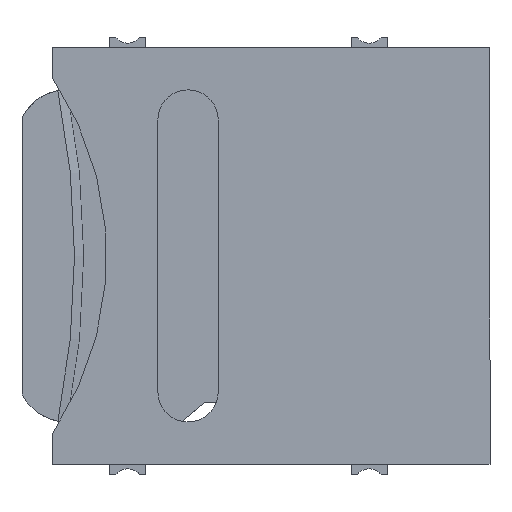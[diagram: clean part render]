
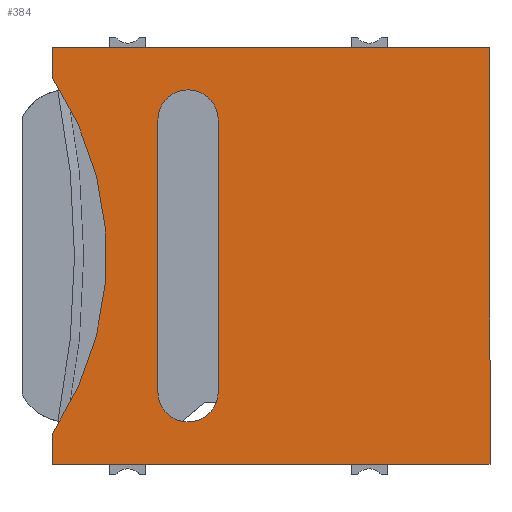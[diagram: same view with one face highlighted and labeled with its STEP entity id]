
A CAD part, top view. The second image highlights one B-rep face of the part: STEP entity #384.
In plain terms, the highlighted planar face has unit normal (0, 0, 1).
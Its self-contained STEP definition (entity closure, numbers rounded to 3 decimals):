
#19 = CARTESIAN_POINT ( 'NONE',  ( -7.25, -6.9, 2. ) ) ;
#21 = CARTESIAN_POINT ( 'NONE',  ( -1.75, -4.5, 2. ) ) ;
#29 = LINE ( 'NONE', #234, #1751 ) ;
#42 = DIRECTION ( 'NONE',  ( 0., -1., 0. ) ) ;
#52 = AXIS2_PLACEMENT_3D ( 'NONE', #354, #1089, #1649 ) ;
#95 = EDGE_CURVE ( 'NONE', #1326, #596, #1566, .T. ) ;
#196 = VERTEX_POINT ( 'NONE', #21 ) ;
#234 = CARTESIAN_POINT ( 'NONE',  ( -7.25, 6.9, 2. ) ) ;
#240 = CARTESIAN_POINT ( 'NONE',  ( 7.25, 6.9, 2. ) ) ;
#262 = DIRECTION ( 'NONE',  ( 0., 1., 0. ) ) ;
#285 = CARTESIAN_POINT ( 'NONE',  ( -7.25, 6.9, 2. ) ) ;
#301 = VERTEX_POINT ( 'NONE', #1417 ) ;
#354 = CARTESIAN_POINT ( 'NONE',  ( -16.019, 0., 2. ) ) ;
#384 = ADVANCED_FACE ( 'NONE', ( #1094, #1458 ), #1871, .F. ) ;
#402 = ORIENTED_EDGE ( 'NONE', *, *, #1430, .F. ) ;
#542 = DIRECTION ( 'NONE',  ( 0., 0., -1. ) ) ;
#582 = VERTEX_POINT ( 'NONE', #1570 ) ;
#587 = CARTESIAN_POINT ( 'NONE',  ( -3.75, -4.5, 2. ) ) ;
#596 = VERTEX_POINT ( 'NONE', #19 ) ;
#614 = VERTEX_POINT ( 'NONE', #1987 ) ;
#637 = DIRECTION ( 'NONE',  ( -1., 0., 0. ) ) ;
#645 = EDGE_CURVE ( 'NONE', #1670, #721, #29, .T. ) ;
#721 = VERTEX_POINT ( 'NONE', #2276 ) ;
#772 = VECTOR ( 'NONE', #2420, 1000. ) ;
#799 = EDGE_CURVE ( 'NONE', #1705, #614, #2107, .T. ) ;
#835 = EDGE_CURVE ( 'NONE', #582, #1670, #1407, .T. ) ;
#856 = VECTOR ( 'NONE', #1349, 1000. ) ;
#878 = CIRCLE ( 'NONE', #1319, 1. ) ;
#886 = DIRECTION ( 'NONE',  ( -1., 0., 0. ) ) ;
#918 = EDGE_CURVE ( 'NONE', #721, #1932, #2196, .T. ) ;
#1083 = VECTOR ( 'NONE', #42, 1000. ) ;
#1089 = DIRECTION ( 'NONE',  ( 0., 0., -1. ) ) ;
#1094 = FACE_OUTER_BOUND ( 'NONE', #2318, .T. ) ;
#1108 = EDGE_CURVE ( 'NONE', #614, #301, #2518, .T. ) ;
#1119 = DIRECTION ( 'NONE',  ( 0., 0., 1. ) ) ;
#1122 = CARTESIAN_POINT ( 'NONE',  ( -16.019, 0., 2. ) ) ;
#1134 = ORIENTED_EDGE ( 'NONE', *, *, #835, .T. ) ;
#1138 = EDGE_CURVE ( 'NONE', #596, #582, #1139, .T. ) ;
#1139 = LINE ( 'NONE', #2181, #772 ) ;
#1162 = ORIENTED_EDGE ( 'NONE', *, *, #918, .T. ) ;
#1270 = ORIENTED_EDGE ( 'NONE', *, *, #1412, .F. ) ;
#1305 = CARTESIAN_POINT ( 'NONE',  ( -2.75, 4.5, 2. ) ) ;
#1306 = CARTESIAN_POINT ( 'NONE',  ( -2.75, -4.5, 2. ) ) ;
#1318 = CARTESIAN_POINT ( 'NONE',  ( -7.25, -5.9, 2. ) ) ;
#1319 = AXIS2_PLACEMENT_3D ( 'NONE', #1306, #2263, #2110 ) ;
#1326 = VERTEX_POINT ( 'NONE', #1318 ) ;
#1349 = DIRECTION ( 'NONE',  ( 0., -1., 0. ) ) ;
#1394 = DIRECTION ( 'NONE',  ( 0., -1., 0. ) ) ;
#1407 = LINE ( 'NONE', #1995, #2223 ) ;
#1412 = EDGE_CURVE ( 'NONE', #196, #1705, #2152, .T. ) ;
#1417 = CARTESIAN_POINT ( 'NONE',  ( -3.75, -4.5, 2. ) ) ;
#1430 = EDGE_CURVE ( 'NONE', #301, #196, #878, .T. ) ;
#1449 = AXIS2_PLACEMENT_3D ( 'NONE', #1305, #1119, #1894 ) ;
#1458 = FACE_BOUND ( 'NONE', #2102, .T. ) ;
#1514 = VECTOR ( 'NONE', #2305, 1000. ) ;
#1566 = LINE ( 'NONE', #1576, #2290 ) ;
#1570 = CARTESIAN_POINT ( 'NONE',  ( 7.25, -6.9, 2. ) ) ;
#1576 = CARTESIAN_POINT ( 'NONE',  ( -7.25, -6.9, 2. ) ) ;
#1617 = ORIENTED_EDGE ( 'NONE', *, *, #1138, .T. ) ;
#1638 = CARTESIAN_POINT ( 'NONE',  ( -7.25, 5.9, 2. ) ) ;
#1649 = DIRECTION ( 'NONE',  ( -1., 0., 0. ) ) ;
#1670 = VERTEX_POINT ( 'NONE', #240 ) ;
#1687 = ORIENTED_EDGE ( 'NONE', *, *, #645, .T. ) ;
#1705 = VERTEX_POINT ( 'NONE', #2361 ) ;
#1751 = VECTOR ( 'NONE', #637, 1000. ) ;
#1784 = EDGE_CURVE ( 'NONE', #1932, #1326, #1924, .T. ) ;
#1853 = AXIS2_PLACEMENT_3D ( 'NONE', #1122, #542, #886 ) ;
#1871 = PLANE ( 'NONE',  #1853 ) ;
#1894 = DIRECTION ( 'NONE',  ( 1., 0., 0. ) ) ;
#1924 = CIRCLE ( 'NONE', #52, 10.569 ) ;
#1932 = VERTEX_POINT ( 'NONE', #1638 ) ;
#1960 = CARTESIAN_POINT ( 'NONE',  ( -1.75, -4.5, 2. ) ) ;
#1987 = CARTESIAN_POINT ( 'NONE',  ( -3.75, 4.5, 2. ) ) ;
#1995 = CARTESIAN_POINT ( 'NONE',  ( 7.25, 6.9, 2. ) ) ;
#2018 = ORIENTED_EDGE ( 'NONE', *, *, #1108, .F. ) ;
#2102 = EDGE_LOOP ( 'NONE', ( #402, #2018, #2235, #1270 ) ) ;
#2107 = CIRCLE ( 'NONE', #1449, 1. ) ;
#2110 = DIRECTION ( 'NONE',  ( 1., 0., 0. ) ) ;
#2152 = LINE ( 'NONE', #1960, #1514 ) ;
#2181 = CARTESIAN_POINT ( 'NONE',  ( -7.25, -6.9, 2. ) ) ;
#2187 = ORIENTED_EDGE ( 'NONE', *, *, #95, .T. ) ;
#2196 = LINE ( 'NONE', #285, #1083 ) ;
#2223 = VECTOR ( 'NONE', #262, 1000. ) ;
#2235 = ORIENTED_EDGE ( 'NONE', *, *, #799, .F. ) ;
#2263 = DIRECTION ( 'NONE',  ( 0., 0., 1. ) ) ;
#2276 = CARTESIAN_POINT ( 'NONE',  ( -7.25, 6.9, 2. ) ) ;
#2290 = VECTOR ( 'NONE', #1394, 1000. ) ;
#2305 = DIRECTION ( 'NONE',  ( 0., 1., 0. ) ) ;
#2318 = EDGE_LOOP ( 'NONE', ( #1134, #1687, #1162, #2513, #2187, #1617 ) ) ;
#2361 = CARTESIAN_POINT ( 'NONE',  ( -1.75, 4.5, 2. ) ) ;
#2420 = DIRECTION ( 'NONE',  ( 1., 0., 0. ) ) ;
#2513 = ORIENTED_EDGE ( 'NONE', *, *, #1784, .T. ) ;
#2518 = LINE ( 'NONE', #587, #856 ) ;
